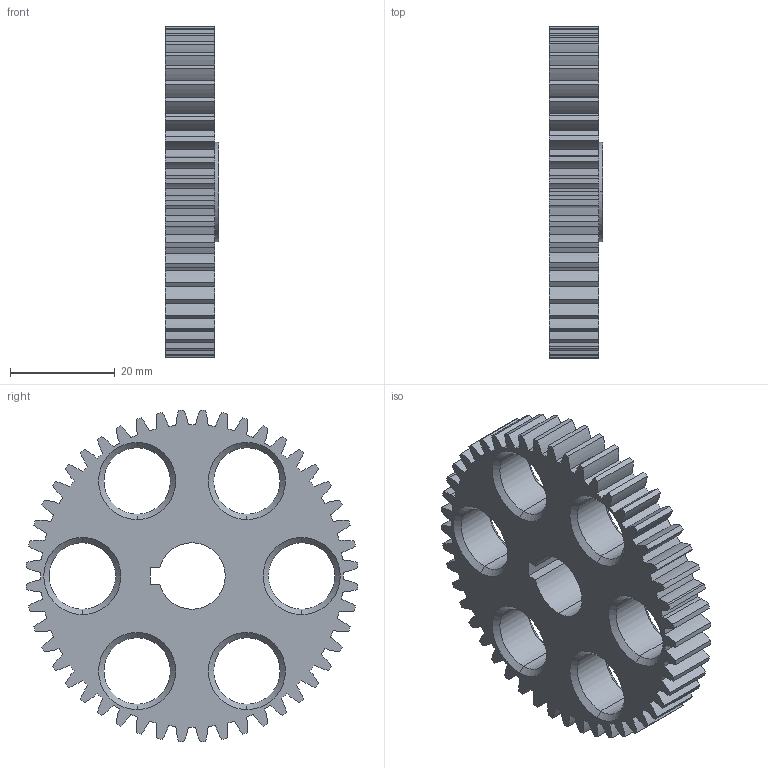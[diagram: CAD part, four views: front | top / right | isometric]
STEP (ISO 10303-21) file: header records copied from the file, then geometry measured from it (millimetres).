
FILE_DESCRIPTION (( 'STEP AP214' ), '1' );
FILE_NAME ('am-2201 Gear 48 Tooth, 20 dp, 500 Key Bore.STEP', '2014-08-21T20:18:52', ( '' ), ( '' ), 'SwSTEP 2.0', 'SolidWorks 2014', '' );
FILE_SCHEMA (( 'AUTOMOTIVE_DESIGN' ));
Length unit declared in the file: inch
Products named in the file (1): am-2201 Gear 48 Tooth, 20 dp, 500 Key Bore
Bounding box: 10.29 x 63.42 x 63.42 mm (x, y, z)
Volume: 18743.3 mm3; surface area: 10261.5 mm2
Topology: 1 solids, 1 shells, 244 faces, 699 edges, 458 vertices
Faces by surface type: cylinder 214, cone 24, plane 6
Entity records: 8291 total; most frequent: DIRECTION 1641, CARTESIAN_POINT 1402, ORIENTED_EDGE 1398, EDGE_CURVE 699, AXIS2_PLACEMENT_3D 697, VERTEX_POINT 458, CIRCLE 452, EDGE_LOOP 259
